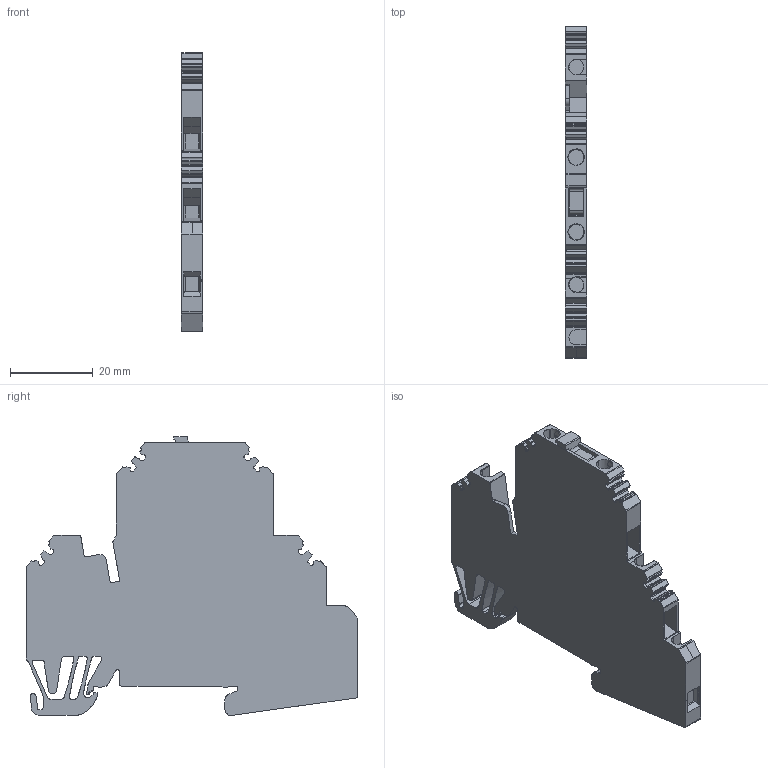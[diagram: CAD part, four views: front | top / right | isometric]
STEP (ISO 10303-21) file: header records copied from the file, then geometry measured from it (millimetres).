
FILE_DESCRIPTION(('CATIA V5 STEP Exchange','CAx-IF Rec.Pracs.--- Model Styling and Organization---1.5--- 2016-08-15','CAx-IF Rec.Pracs.---Supplemental Geometry---1.0---2011-11-01','CAx-IF Rec.Pracs.--- Composite Materials ---1.1---2010-07-15'),'2;1');
FILE_NAME ('D1450226_2', '2025-09-22T05:46:28+00:00', ('none'), ('Weidmueller'), 'CATIA Version 5-6 Release 2024 SP4', 'CATIA V5 STEP AP214 v3', 'none');
FILE_SCHEMA(('AUTOMOTIVE_DESIGN { 1 0 10303 214 1 1 1 1 }'));
Length unit declared in the file: millimetre
Products named in the file (1): 1247430000
Bounding box: 5.1 x 80.17 x 67.39 mm (x, y, z)
Volume: 16413.5 mm3; surface area: 11266.6 mm2
Topology: 4 solids, 8 shells, 870 faces, 2494 edges, 1655 vertices
Faces by surface type: plane 437, cylinder 286, extrusion 115, torus 16, bspline 8, cone 8
Entity records: 29786 total; most frequent: CARTESIAN_POINT 8186, ORIENTED_EDGE 4988, DIRECTION 3506, EDGE_CURVE 2494, VECTOR 1774, LINE 1659, VERTEX_POINT 1655, AXIS2_PLACEMENT_3D 1128
